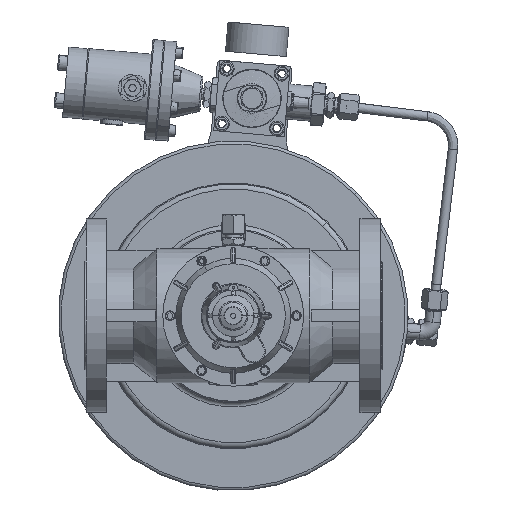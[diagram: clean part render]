
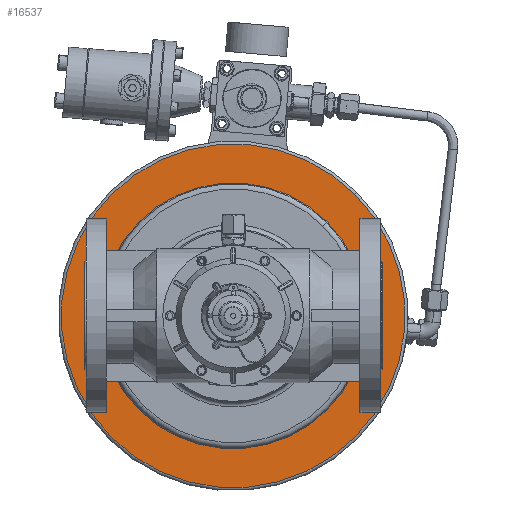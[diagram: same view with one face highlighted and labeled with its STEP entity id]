
A CAD part, front view. The second image highlights one B-rep face of the part: STEP entity #16537.
In plain terms, the highlighted planar face has unit normal (0, -1, 0).
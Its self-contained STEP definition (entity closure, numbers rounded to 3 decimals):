
#1383 = DIRECTION ( 'NONE',  ( 0., -1., 0. ) ) ;
#3052 = FACE_OUTER_BOUND ( 'NONE', #6469, .T. ) ;
#3635 = VERTEX_POINT ( 'NONE', #20078 ) ;
#4464 = CIRCLE ( 'NONE', #69165, 146.502 ) ;
#6072 = DIRECTION ( 'NONE',  ( 0., -1., 0. ) ) ;
#6469 = EDGE_LOOP ( 'NONE', ( #40994, #82876 ) ) ;
#9000 = DIRECTION ( 'NONE',  ( 0.707, 0., 0.707 ) ) ;
#14782 = AXIS2_PLACEMENT_3D ( 'NONE', #78214, #86066, #31045 ) ;
#16537 = ADVANCED_FACE ( 'NONE', ( #3052, #44961 ), #71023, .T. ) ;
#17456 = CIRCLE ( 'NONE', #58237, 113.276 ) ;
#19870 = DIRECTION ( 'NONE',  ( 0.707, 0., 0.707 ) ) ;
#20078 = CARTESIAN_POINT ( 'NONE',  ( 54.331, 110.499, 348.063 ) ) ;
#23314 = CARTESIAN_POINT ( 'NONE',  ( -25.768, 110.499, 267.965 ) ) ;
#24842 = EDGE_CURVE ( 'NONE', #39920, #82460, #81552, .T. ) ;
#26009 = ORIENTED_EDGE ( 'NONE', *, *, #74151, .F. ) ;
#26839 = CARTESIAN_POINT ( 'NONE',  ( -129.36, 110.499, 164.372 ) ) ;
#31045 = DIRECTION ( 'NONE',  ( 0.707, 0., 0.707 ) ) ;
#31543 = EDGE_CURVE ( 'NONE', #47549, #3635, #17456, .T. ) ;
#33169 = CIRCLE ( 'NONE', #42254, 113.276 ) ;
#37015 = CARTESIAN_POINT ( 'NONE',  ( -25.768, 110.499, 267.965 ) ) ;
#39920 = VERTEX_POINT ( 'NONE', #26839 ) ;
#40994 = ORIENTED_EDGE ( 'NONE', *, *, #42056, .T. ) ;
#42056 = EDGE_CURVE ( 'NONE', #82460, #39920, #4464, .T. ) ;
#42254 = AXIS2_PLACEMENT_3D ( 'NONE', #46673, #6072, #19870 ) ;
#44961 = FACE_BOUND ( 'NONE', #86885, .T. ) ;
#46673 = CARTESIAN_POINT ( 'NONE',  ( -25.768, 110.499, 267.965 ) ) ;
#47549 = VERTEX_POINT ( 'NONE', #79431 ) ;
#54833 = DIRECTION ( 'NONE',  ( 0.707, 0., 0.707 ) ) ;
#58237 = AXIS2_PLACEMENT_3D ( 'NONE', #83653, #1383, #54833 ) ;
#64901 = DIRECTION ( 'NONE',  ( 0.707, 0., 0.707 ) ) ;
#69165 = AXIS2_PLACEMENT_3D ( 'NONE', #37015, #85074, #64901 ) ;
#71023 = PLANE ( 'NONE',  #14782 ) ;
#74151 = EDGE_CURVE ( 'NONE', #3635, #47549, #33169, .T. ) ;
#77727 = DIRECTION ( 'NONE',  ( 0., -1., 0. ) ) ;
#78214 = CARTESIAN_POINT ( 'NONE',  ( 79.592, 110.499, 162.605 ) ) ;
#79431 = CARTESIAN_POINT ( 'NONE',  ( -105.866, 110.499, 187.866 ) ) ;
#81552 = CIRCLE ( 'NONE', #83781, 146.502 ) ;
#81927 = CARTESIAN_POINT ( 'NONE',  ( 77.824, 110.499, 371.557 ) ) ;
#82460 = VERTEX_POINT ( 'NONE', #81927 ) ;
#82876 = ORIENTED_EDGE ( 'NONE', *, *, #24842, .T. ) ;
#83653 = CARTESIAN_POINT ( 'NONE',  ( -25.768, 110.499, 267.965 ) ) ;
#83705 = ORIENTED_EDGE ( 'NONE', *, *, #31543, .F. ) ;
#83781 = AXIS2_PLACEMENT_3D ( 'NONE', #23314, #77727, #9000 ) ;
#85074 = DIRECTION ( 'NONE',  ( 0., -1., 0. ) ) ;
#86066 = DIRECTION ( 'NONE',  ( 0., -1., 0. ) ) ;
#86885 = EDGE_LOOP ( 'NONE', ( #83705, #26009 ) ) ;
